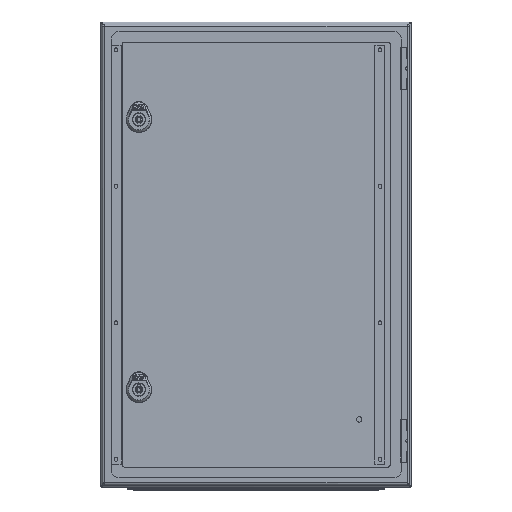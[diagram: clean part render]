
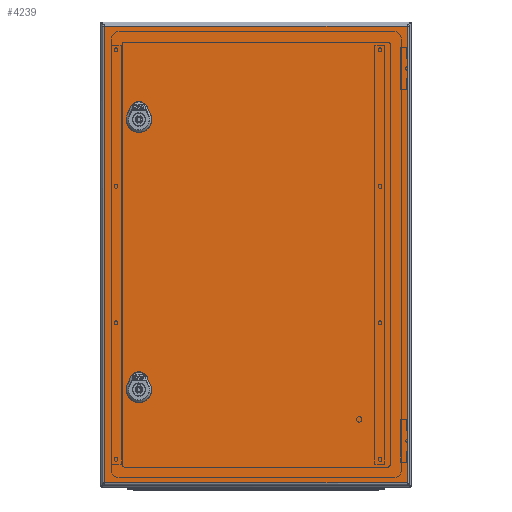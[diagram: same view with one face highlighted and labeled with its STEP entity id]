
A CAD part, top view. The second image highlights one B-rep face of the part: STEP entity #4239.
In plain terms, the highlighted face is planar.
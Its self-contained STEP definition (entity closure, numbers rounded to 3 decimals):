
#823=FACE_BOUND('',#6619,.T.);
#824=FACE_BOUND('',#6620,.T.);
#825=FACE_BOUND('',#6621,.T.);
#4239=ADVANCED_FACE('',(#823,#824,#825),#4954,.F.);
#4954=PLANE('',#20002);
#6619=EDGE_LOOP('',(#10844,#10845,#10846,#10847,#10848,#10849,#10850,#10851));
#6620=EDGE_LOOP('',(#10852,#10853,#10854,#10855,#10856,#10857,#10858,#10859));
#6621=EDGE_LOOP('',(#10860,#10861,#10862,#10863));
#7616=CIRCLE('',#19994,11.25);
#7617=CIRCLE('',#19995,11.25);
#7618=CIRCLE('',#19996,11.25);
#7619=CIRCLE('',#19997,11.25);
#7620=CIRCLE('',#19998,11.25);
#7621=CIRCLE('',#19999,11.25);
#7622=CIRCLE('',#20000,11.25);
#7623=CIRCLE('',#20001,11.25);
#10844=ORIENTED_EDGE('',*,*,#15699,.T.);
#10845=ORIENTED_EDGE('',*,*,#15700,.T.);
#10846=ORIENTED_EDGE('',*,*,#15701,.T.);
#10847=ORIENTED_EDGE('',*,*,#15702,.T.);
#10848=ORIENTED_EDGE('',*,*,#15703,.T.);
#10849=ORIENTED_EDGE('',*,*,#15704,.T.);
#10850=ORIENTED_EDGE('',*,*,#15705,.T.);
#10851=ORIENTED_EDGE('',*,*,#15706,.T.);
#10852=ORIENTED_EDGE('',*,*,#15707,.T.);
#10853=ORIENTED_EDGE('',*,*,#15708,.T.);
#10854=ORIENTED_EDGE('',*,*,#15709,.T.);
#10855=ORIENTED_EDGE('',*,*,#15710,.T.);
#10856=ORIENTED_EDGE('',*,*,#15711,.T.);
#10857=ORIENTED_EDGE('',*,*,#15712,.T.);
#10858=ORIENTED_EDGE('',*,*,#15713,.T.);
#10859=ORIENTED_EDGE('',*,*,#15714,.T.);
#10860=ORIENTED_EDGE('',*,*,#15715,.T.);
#10861=ORIENTED_EDGE('',*,*,#15716,.T.);
#10862=ORIENTED_EDGE('',*,*,#15717,.T.);
#10863=ORIENTED_EDGE('',*,*,#15718,.T.);
#13752=VERTEX_POINT('',#35521);
#13753=VERTEX_POINT('',#35522);
#13754=VERTEX_POINT('',#35524);
#13755=VERTEX_POINT('',#35526);
#13756=VERTEX_POINT('',#35528);
#13757=VERTEX_POINT('',#35530);
#13758=VERTEX_POINT('',#35532);
#13759=VERTEX_POINT('',#35534);
#13760=VERTEX_POINT('',#35537);
#13761=VERTEX_POINT('',#35538);
#13762=VERTEX_POINT('',#35540);
#13763=VERTEX_POINT('',#35542);
#13764=VERTEX_POINT('',#35544);
#13765=VERTEX_POINT('',#35546);
#13766=VERTEX_POINT('',#35548);
#13767=VERTEX_POINT('',#35550);
#13768=VERTEX_POINT('',#35553);
#13769=VERTEX_POINT('',#35554);
#13770=VERTEX_POINT('',#35556);
#13771=VERTEX_POINT('',#35558);
#15699=EDGE_CURVE('',#13752,#13753,#17404,.T.);
#15700=EDGE_CURVE('',#13753,#13754,#7616,.T.);
#15701=EDGE_CURVE('',#13754,#13755,#17405,.T.);
#15702=EDGE_CURVE('',#13755,#13756,#7617,.T.);
#15703=EDGE_CURVE('',#13756,#13757,#17406,.T.);
#15704=EDGE_CURVE('',#13757,#13758,#7618,.T.);
#15705=EDGE_CURVE('',#13758,#13759,#17407,.T.);
#15706=EDGE_CURVE('',#13759,#13752,#7619,.T.);
#15707=EDGE_CURVE('',#13760,#13761,#17408,.T.);
#15708=EDGE_CURVE('',#13761,#13762,#7620,.T.);
#15709=EDGE_CURVE('',#13762,#13763,#17409,.T.);
#15710=EDGE_CURVE('',#13763,#13764,#7621,.T.);
#15711=EDGE_CURVE('',#13764,#13765,#17410,.T.);
#15712=EDGE_CURVE('',#13765,#13766,#7622,.T.);
#15713=EDGE_CURVE('',#13766,#13767,#17411,.T.);
#15714=EDGE_CURVE('',#13767,#13760,#7623,.T.);
#15715=EDGE_CURVE('',#13768,#13769,#17412,.T.);
#15716=EDGE_CURVE('',#13769,#13770,#17413,.T.);
#15717=EDGE_CURVE('',#13770,#13771,#17414,.T.);
#15718=EDGE_CURVE('',#13771,#13768,#17415,.T.);
#17404=LINE('',#35520,#18618);
#17405=LINE('',#35525,#18619);
#17406=LINE('',#35529,#18620);
#17407=LINE('',#35533,#18621);
#17408=LINE('',#35536,#18622);
#17409=LINE('',#35541,#18623);
#17410=LINE('',#35545,#18624);
#17411=LINE('',#35549,#18625);
#17412=LINE('',#35552,#18626);
#17413=LINE('',#35555,#18627);
#17414=LINE('',#35557,#18628);
#17415=LINE('',#35559,#18629);
#18618=VECTOR('',#23120,1.);
#18619=VECTOR('',#23123,1.);
#18620=VECTOR('',#23126,1.);
#18621=VECTOR('',#23129,1.);
#18622=VECTOR('',#23132,1.);
#18623=VECTOR('',#23135,1.);
#18624=VECTOR('',#23138,1.);
#18625=VECTOR('',#23141,1.);
#18626=VECTOR('',#23144,1.);
#18627=VECTOR('',#23145,1.);
#18628=VECTOR('',#23146,1.);
#18629=VECTOR('',#23147,1.);
#19994=AXIS2_PLACEMENT_3D('',#35523,#23121,#23122);
#19995=AXIS2_PLACEMENT_3D('',#35527,#23124,#23125);
#19996=AXIS2_PLACEMENT_3D('',#35531,#23127,#23128);
#19997=AXIS2_PLACEMENT_3D('',#35535,#23130,#23131);
#19998=AXIS2_PLACEMENT_3D('',#35539,#23133,#23134);
#19999=AXIS2_PLACEMENT_3D('',#35543,#23136,#23137);
#20000=AXIS2_PLACEMENT_3D('',#35547,#23139,#23140);
#20001=AXIS2_PLACEMENT_3D('',#35551,#23142,#23143);
#20002=AXIS2_PLACEMENT_3D('',#35560,#23148,#23149);
#23120=DIRECTION('',(-1.,0.,0.));
#23121=DIRECTION('',(0.,0.,1.));
#23122=DIRECTION('',(1.,0.,0.));
#23123=DIRECTION('',(0.,-1.,0.));
#23124=DIRECTION('',(0.,0.,1.));
#23125=DIRECTION('',(1.,0.,0.));
#23126=DIRECTION('',(1.,0.,0.));
#23127=DIRECTION('',(0.,0.,1.));
#23128=DIRECTION('',(1.,0.,0.));
#23129=DIRECTION('',(0.,1.,0.));
#23130=DIRECTION('',(0.,0.,1.));
#23131=DIRECTION('',(1.,0.,0.));
#23132=DIRECTION('',(-1.,0.,0.));
#23133=DIRECTION('',(0.,0.,1.));
#23134=DIRECTION('',(1.,0.,0.));
#23135=DIRECTION('',(0.,-1.,0.));
#23136=DIRECTION('',(0.,0.,1.));
#23137=DIRECTION('',(1.,0.,0.));
#23138=DIRECTION('',(1.,0.,0.));
#23139=DIRECTION('',(0.,0.,1.));
#23140=DIRECTION('',(1.,0.,0.));
#23141=DIRECTION('',(0.,1.,0.));
#23142=DIRECTION('',(0.,0.,1.));
#23143=DIRECTION('',(1.,0.,0.));
#23144=DIRECTION('',(0.,1.,0.));
#23145=DIRECTION('',(1.,0.,0.));
#23146=DIRECTION('',(0.,-1.,0.));
#23147=DIRECTION('',(-1.,0.,0.));
#23148=DIRECTION('',(0.,0.,1.));
#23149=DIRECTION('',(-1.,0.,0.));
#35520=CARTESIAN_POINT('',(-195.65,-164.,0.));
#35521=CARTESIAN_POINT('',(155.396,-164.,0.));
#35522=CARTESIAN_POINT('',(145.904,-164.,0.));
#35523=CARTESIAN_POINT('',(150.65,-174.2,0.));
#35524=CARTESIAN_POINT('',(140.45,-169.454,0.));
#35525=CARTESIAN_POINT('',(140.45,-294.7,0.));
#35526=CARTESIAN_POINT('',(140.45,-178.946,0.));
#35527=CARTESIAN_POINT('',(150.65,-174.2,0.));
#35528=CARTESIAN_POINT('',(145.904,-184.4,0.));
#35529=CARTESIAN_POINT('',(-195.65,-184.4,0.));
#35530=CARTESIAN_POINT('',(155.396,-184.4,0.));
#35531=CARTESIAN_POINT('',(150.65,-174.2,0.));
#35532=CARTESIAN_POINT('',(160.85,-178.946,0.));
#35533=CARTESIAN_POINT('',(160.85,-294.7,0.));
#35534=CARTESIAN_POINT('',(160.85,-169.454,0.));
#35535=CARTESIAN_POINT('',(150.65,-174.2,0.));
#35536=CARTESIAN_POINT('',(-195.65,184.4,0.));
#35537=CARTESIAN_POINT('',(155.396,184.4,0.));
#35538=CARTESIAN_POINT('',(145.904,184.4,0.));
#35539=CARTESIAN_POINT('',(150.65,174.2,0.));
#35540=CARTESIAN_POINT('',(140.45,178.946,0.));
#35541=CARTESIAN_POINT('',(140.45,-294.7,0.));
#35542=CARTESIAN_POINT('',(140.45,169.454,0.));
#35543=CARTESIAN_POINT('',(150.65,174.2,0.));
#35544=CARTESIAN_POINT('',(145.904,164.,0.));
#35545=CARTESIAN_POINT('',(-195.65,164.,0.));
#35546=CARTESIAN_POINT('',(155.396,164.,0.));
#35547=CARTESIAN_POINT('',(150.65,174.2,0.));
#35548=CARTESIAN_POINT('',(160.85,169.454,0.));
#35549=CARTESIAN_POINT('',(160.85,-294.7,0.));
#35550=CARTESIAN_POINT('',(160.85,178.946,0.));
#35551=CARTESIAN_POINT('',(150.65,174.2,0.));
#35552=CARTESIAN_POINT('',(-195.35,-294.7,0.));
#35553=CARTESIAN_POINT('',(-195.35,-294.4,0.));
#35554=CARTESIAN_POINT('',(-195.35,294.4,0.));
#35555=CARTESIAN_POINT('',(-195.65,294.4,0.));
#35556=CARTESIAN_POINT('',(195.35,294.4,0.));
#35557=CARTESIAN_POINT('',(195.35,-294.7,0.));
#35558=CARTESIAN_POINT('',(195.35,-294.4,0.));
#35559=CARTESIAN_POINT('',(-195.65,-294.4,0.));
#35560=CARTESIAN_POINT('',(-195.65,-294.7,0.));
